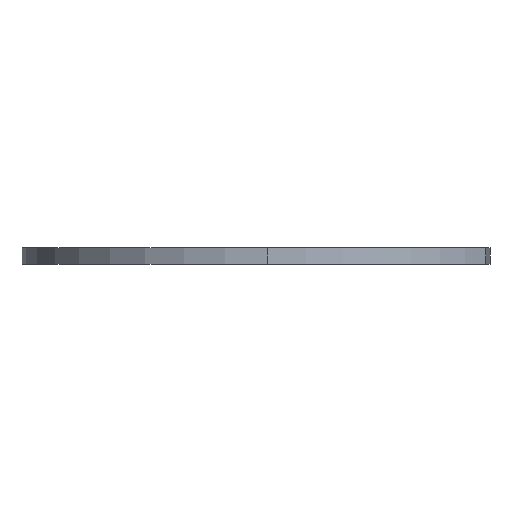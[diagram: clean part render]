
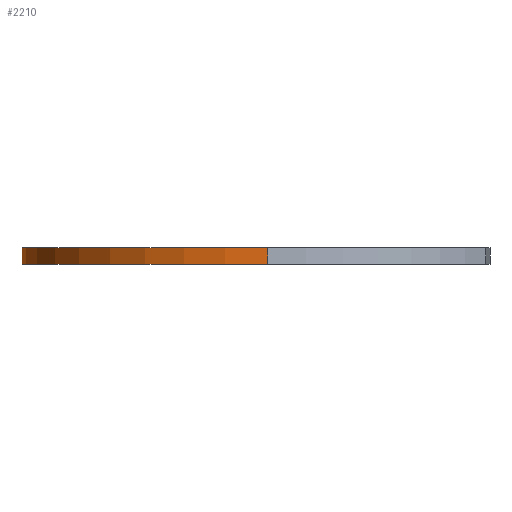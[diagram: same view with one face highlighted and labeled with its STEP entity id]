
A CAD part, left-side view. The second image highlights one B-rep face of the part: STEP entity #2210.
In plain terms, the highlighted cylindrical face has radius 145 mm (diameter 290 mm), a partial arc.
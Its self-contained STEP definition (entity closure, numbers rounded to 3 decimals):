
#147 = EDGE_CURVE ( 'NONE', #1763, #921, #361, .T. ) ;
#225 = CARTESIAN_POINT ( 'NONE',  ( 145., 0., 10. ) ) ;
#360 = CARTESIAN_POINT ( 'NONE',  ( 0., 0., 0. ) ) ;
#361 = CIRCLE ( 'NONE', #1953, 145. ) ;
#544 = CARTESIAN_POINT ( 'NONE',  ( -145., 0., 0. ) ) ;
#581 = VECTOR ( 'NONE', #3290, 1000. ) ;
#621 = CARTESIAN_POINT ( 'NONE',  ( 0., 0., 10. ) ) ;
#703 = ORIENTED_EDGE ( 'NONE', *, *, #147, .T. ) ;
#921 = VERTEX_POINT ( 'NONE', #544 ) ;
#995 = DIRECTION ( 'NONE',  ( 0., 0., -1. ) ) ;
#1040 = DIRECTION ( 'NONE',  ( 0., 0., -1. ) ) ;
#1144 = DIRECTION ( 'NONE',  ( 1., 0., 0. ) ) ;
#1163 = DIRECTION ( 'NONE',  ( 0., 0., 1. ) ) ;
#1220 = LINE ( 'NONE', #225, #581 ) ;
#1386 = DIRECTION ( 'NONE',  ( 1., 0., 0. ) ) ;
#1468 = EDGE_CURVE ( 'NONE', #2794, #921, #1537, .T. ) ;
#1537 = LINE ( 'NONE', #3064, #2606 ) ;
#1723 = CYLINDRICAL_SURFACE ( 'NONE', #3238, 145. ) ;
#1763 = VERTEX_POINT ( 'NONE', #1894 ) ;
#1894 = CARTESIAN_POINT ( 'NONE',  ( 145., 0., 0. ) ) ;
#1911 = EDGE_CURVE ( 'NONE', #2131, #1763, #1220, .T. ) ;
#1953 = AXIS2_PLACEMENT_3D ( 'NONE', #360, #1163, #1386 ) ;
#1973 = CARTESIAN_POINT ( 'NONE',  ( 0., 0., 10. ) ) ;
#2027 = ORIENTED_EDGE ( 'NONE', *, *, #3291, .F. ) ;
#2131 = VERTEX_POINT ( 'NONE', #3121 ) ;
#2210 = ADVANCED_FACE ( 'NONE', ( #3251 ), #1723, .T. ) ;
#2330 = AXIS2_PLACEMENT_3D ( 'NONE', #621, #2691, #1144 ) ;
#2381 = CIRCLE ( 'NONE', #2330, 145. ) ;
#2390 = ORIENTED_EDGE ( 'NONE', *, *, #1911, .T. ) ;
#2453 = EDGE_LOOP ( 'NONE', ( #2027, #2390, #703, #2974 ) ) ;
#2491 = DIRECTION ( 'NONE',  ( -1., 0., 0. ) ) ;
#2606 = VECTOR ( 'NONE', #1040, 1000. ) ;
#2646 = CARTESIAN_POINT ( 'NONE',  ( -145., 0., 10. ) ) ;
#2691 = DIRECTION ( 'NONE',  ( 0., 0., 1. ) ) ;
#2794 = VERTEX_POINT ( 'NONE', #2646 ) ;
#2974 = ORIENTED_EDGE ( 'NONE', *, *, #1468, .F. ) ;
#3064 = CARTESIAN_POINT ( 'NONE',  ( -145., 0., 10. ) ) ;
#3121 = CARTESIAN_POINT ( 'NONE',  ( 145., 0., 10. ) ) ;
#3238 = AXIS2_PLACEMENT_3D ( 'NONE', #1973, #995, #2491 ) ;
#3251 = FACE_OUTER_BOUND ( 'NONE', #2453, .T. ) ;
#3290 = DIRECTION ( 'NONE',  ( 0., 0., -1. ) ) ;
#3291 = EDGE_CURVE ( 'NONE', #2131, #2794, #2381, .T. ) ;
